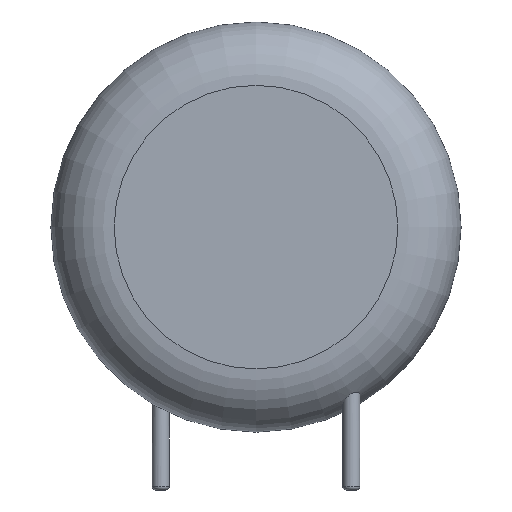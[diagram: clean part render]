
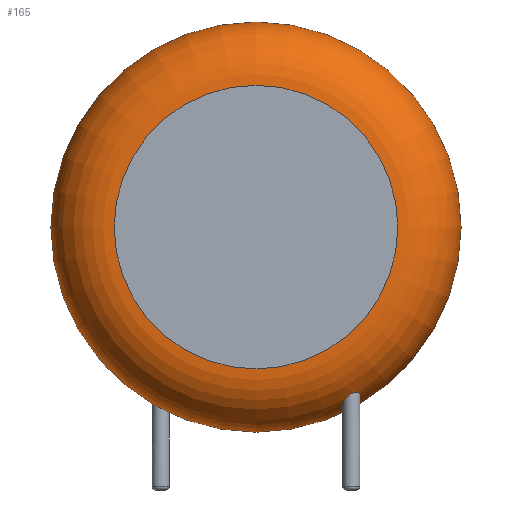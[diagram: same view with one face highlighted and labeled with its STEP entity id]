
A CAD part, front view. The second image highlights one B-rep face of the part: STEP entity #165.
In plain terms, the highlighted toroidal (fillet/blend) face has major radius 7.433 mm and minor radius 3.317 mm.
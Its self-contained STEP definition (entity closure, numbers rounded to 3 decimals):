
#24 = VERTEX_POINT('',#25);
#25 = CARTESIAN_POINT('',(15.75,-1.733,10.78));
#31 = EDGE_CURVE('',#24,#24,#32,.T.);
#32 = CIRCLE('',#33,10.75);
#33 = AXIS2_PLACEMENT_3D('',#34,#35,#36);
#34 = CARTESIAN_POINT('',(5.,-1.733,10.78));
#35 = DIRECTION('',(0.,-1.,0.));
#36 = DIRECTION('',(1.,0.,0.));
#165 = ADVANCED_FACE('',(#166,#186),#265,.T.);
#166 = FACE_BOUND('',#167,.T.);
#167 = EDGE_LOOP('',(#168,#169,#178,#185));
#168 = ORIENTED_EDGE('',*,*,#31,.T.);
#169 = ORIENTED_EDGE('',*,*,#170,.T.);
#170 = EDGE_CURVE('',#24,#171,#173,.T.);
#171 = VERTEX_POINT('',#172);
#172 = CARTESIAN_POINT('',(12.433,-5.05,10.78));
#173 = CIRCLE('',#174,3.317);
#174 = AXIS2_PLACEMENT_3D('',#175,#176,#177);
#175 = CARTESIAN_POINT('',(12.433,-1.733,10.78));
#176 = DIRECTION('',(0.,0.,-1.));
#177 = DIRECTION('',(1.,0.,0.));
#178 = ORIENTED_EDGE('',*,*,#179,.F.);
#179 = EDGE_CURVE('',#171,#171,#180,.T.);
#180 = CIRCLE('',#181,7.433);
#181 = AXIS2_PLACEMENT_3D('',#182,#183,#184);
#182 = CARTESIAN_POINT('',(5.,-5.05,10.78));
#183 = DIRECTION('',(0.,-1.,0.));
#184 = DIRECTION('',(1.,0.,0.));
#185 = ORIENTED_EDGE('',*,*,#170,.F.);
#186 = FACE_BOUND('',#187,.T.);
#187 = EDGE_LOOP('',(#188,#218));
#188 = ORIENTED_EDGE('',*,*,#189,.T.);
#189 = EDGE_CURVE('',#190,#192,#194,.T.);
#190 = VERTEX_POINT('',#191);
#191 = CARTESIAN_POINT('',(10.45,-3.3,1.973));
#192 = VERTEX_POINT('',#193);
#193 = CARTESIAN_POINT('',(9.651,-3.016,1.375
));
#194 = B_SPLINE_CURVE_WITH_KNOTS('',8,(#195,#196,#197,#198,#199,#200,
#201,#202,#203,#204,#205,#206,#207,#208,#209,#210,#211,#212,#213,
#214,#215,#216,#217),.UNSPECIFIED.,.F.,.F.,(9,7,7,9),(0.,
0.255,0.702,1.),.UNSPECIFIED.);
#195 = CARTESIAN_POINT('',(10.45,-3.3,1.973));
#196 = CARTESIAN_POINT('',(10.45,-3.266,1.952));
#197 = CARTESIAN_POINT('',(10.447,-3.233,1.93
));
#198 = CARTESIAN_POINT('',(10.441,-3.2,
1.907));
#199 = CARTESIAN_POINT('',(10.433,-3.168,
1.884));
#200 = CARTESIAN_POINT('',(10.422,-3.136,
1.859));
#201 = CARTESIAN_POINT('',(10.408,-3.106,
1.835));
#202 = CARTESIAN_POINT('',(10.392,-3.077,
1.81));
#203 = CARTESIAN_POINT('',(10.341,-3.001,
1.741));
#204 = CARTESIAN_POINT('',(10.301,-2.957,
1.697));
#205 = CARTESIAN_POINT('',(10.254,-2.919,
1.653));
#206 = CARTESIAN_POINT('',(10.202,-2.887,
1.609));
#207 = CARTESIAN_POINT('',(10.143,-2.864,1.566
));
#208 = CARTESIAN_POINT('',(10.081,-2.849,
1.526));
#209 = CARTESIAN_POINT('',(10.016,-2.846,
1.49));
#210 = CARTESIAN_POINT('',(9.909,-2.857,1.437
));
#211 = CARTESIAN_POINT('',(9.866,-2.867,1.419
));
#212 = CARTESIAN_POINT('',(9.823,-2.881,1.403
));
#213 = CARTESIAN_POINT('',(9.783,-2.9,1.39
));
#214 = CARTESIAN_POINT('',(9.745,-2.924,1.38
));
#215 = CARTESIAN_POINT('',(9.71,-2.951,1.375)
);
#216 = CARTESIAN_POINT('',(9.679,-2.982,1.373
));
#217 = CARTESIAN_POINT('',(9.651,-3.016,1.375
));
#218 = ORIENTED_EDGE('',*,*,#219,.T.);
#219 = EDGE_CURVE('',#192,#190,#220,.T.);
#220 = B_SPLINE_CURVE_WITH_KNOTS('',7,(#221,#222,#223,#224,#225,#226,
#227,#228,#229,#230,#231,#232,#233,#234,#235,#236,#237,#238,#239,
#240,#241,#242,#243,#244,#245,#246,#247,#248,#249,#250,#251,#252,
#253,#254,#255,#256,#257,#258,#259,#260,#261,#262,#263,#264),
.UNSPECIFIED.,.F.,.F.,(8,6,6,6,6,6,6,8),(0.,0.195,
0.39,0.574,0.724,0.814,
0.867,1.),.UNSPECIFIED.);
#221 = CARTESIAN_POINT('',(9.651,-3.016,1.375
));
#222 = CARTESIAN_POINT('',(9.619,-3.055,1.378
));
#223 = CARTESIAN_POINT('',(9.592,-3.099,1.386
));
#224 = CARTESIAN_POINT('',(9.572,-3.145,1.399
));
#225 = CARTESIAN_POINT('',(9.558,-3.193,1.418
));
#226 = CARTESIAN_POINT('',(9.55,-3.241,1.441
));
#227 = CARTESIAN_POINT('',(9.548,-3.288,1.468
));
#228 = CARTESIAN_POINT('',(9.555,-3.38,1.528
));
#229 = CARTESIAN_POINT('',(9.564,-3.425,1.561
));
#230 = CARTESIAN_POINT('',(9.578,-3.468,1.597
));
#231 = CARTESIAN_POINT('',(9.596,-3.509,1.634
));
#232 = CARTESIAN_POINT('',(9.619,-3.547,1.674
));
#233 = CARTESIAN_POINT('',(9.646,-3.582,1.714
));
#234 = CARTESIAN_POINT('',(9.706,-3.643,1.792
));
#235 = CARTESIAN_POINT('',(9.738,-3.67,1.831
));
#236 = CARTESIAN_POINT('',(9.773,-3.693,1.869)
);
#237 = CARTESIAN_POINT('',(9.812,-3.713,1.906
));
#238 = CARTESIAN_POINT('',(9.853,-3.729,1.943
));
#239 = CARTESIAN_POINT('',(9.897,-3.74,1.977
));
#240 = CARTESIAN_POINT('',(9.98,-3.751,2.033
));
#241 = CARTESIAN_POINT('',(10.018,-3.752,
2.056));
#242 = CARTESIAN_POINT('',(10.058,-3.75,2.076
));
#243 = CARTESIAN_POINT('',(10.097,-3.743,
2.093));
#244 = CARTESIAN_POINT('',(10.136,-3.732,
2.107));
#245 = CARTESIAN_POINT('',(10.174,-3.717,
2.116));
#246 = CARTESIAN_POINT('',(10.23,-3.687,2.124
));
#247 = CARTESIAN_POINT('',(10.251,-3.675,
2.126));
#248 = CARTESIAN_POINT('',(10.271,-3.661,
2.127));
#249 = CARTESIAN_POINT('',(10.289,-3.646,
2.126));
#250 = CARTESIAN_POINT('',(10.307,-3.631,
2.123));
#251 = CARTESIAN_POINT('',(10.323,-3.614,
2.12));
#252 = CARTESIAN_POINT('',(10.348,-3.586,
2.113));
#253 = CARTESIAN_POINT('',(10.357,-3.575,
2.11));
#254 = CARTESIAN_POINT('',(10.365,-3.564,2.106
));
#255 = CARTESIAN_POINT('',(10.373,-3.553,
2.102));
#256 = CARTESIAN_POINT('',(10.38,-3.541,
2.098));
#257 = CARTESIAN_POINT('',(10.387,-3.53,
2.094));
#258 = CARTESIAN_POINT('',(10.41,-3.489,2.077
));
#259 = CARTESIAN_POINT('',(10.423,-3.458,2.063
));
#260 = CARTESIAN_POINT('',(10.434,-3.427,
2.048));
#261 = CARTESIAN_POINT('',(10.442,-3.395,
2.031));
#262 = CARTESIAN_POINT('',(10.447,-3.364,2.013
));
#263 = CARTESIAN_POINT('',(10.45,-3.332,1.993));
#264 = CARTESIAN_POINT('',(10.45,-3.3,1.973));
#265 = TOROIDAL_SURFACE('',#266,7.433,3.317);
#266 = AXIS2_PLACEMENT_3D('',#267,#268,#269);
#267 = CARTESIAN_POINT('',(5.,-1.733,10.78));
#268 = DIRECTION('',(0.,-1.,0.));
#269 = DIRECTION('',(1.,0.,0.));
